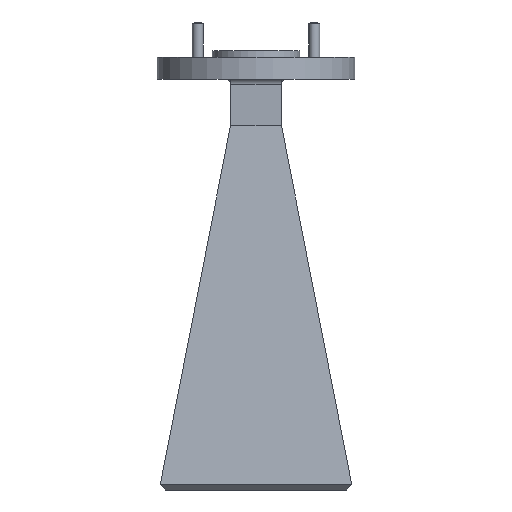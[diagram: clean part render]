
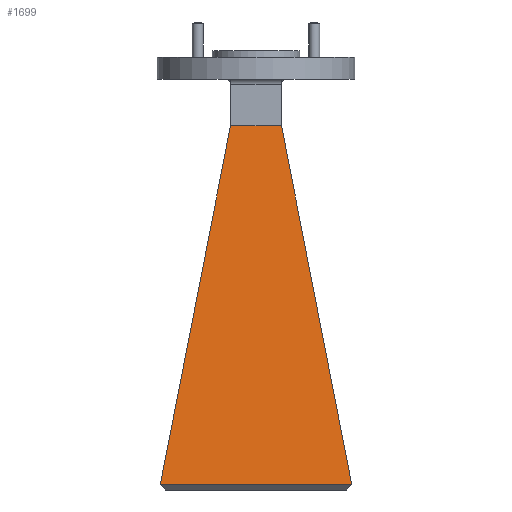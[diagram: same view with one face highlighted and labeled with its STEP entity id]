
A CAD part, front view. The second image highlights one B-rep face of the part: STEP entity #1699.
In plain terms, the highlighted planar face has unit normal (0, -0.992, 0.128).
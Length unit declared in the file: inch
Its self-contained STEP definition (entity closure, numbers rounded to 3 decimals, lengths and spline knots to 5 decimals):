
#73 = PLANE ( 'NONE',  #743 ) ;
#90 = CARTESIAN_POINT ( 'NONE',  ( -0.54488, -0.36141, -2.43201 ) ) ;
#123 = CARTESIAN_POINT ( 'NONE',  ( 0., -0.04607, 0.00596 ) ) ;
#139 = DIRECTION ( 'NONE',  ( -0.191, 0.126, 0.974 ) ) ;
#141 = CARTESIAN_POINT ( 'NONE',  ( 0.54488, -0.36141, -2.43201 ) ) ;
#259 = VERTEX_POINT ( 'NONE', #141 ) ;
#299 = EDGE_LOOP ( 'NONE', ( #1415, #1612, #1178, #1568 ) ) ;
#473 = DIRECTION ( 'NONE',  ( 0.191, 0.126, 0.974 ) ) ;
#538 = CARTESIAN_POINT ( 'NONE',  ( 0., -0.36141, -2.43201 ) ) ;
#614 = VERTEX_POINT ( 'NONE', #1833 ) ;
#705 = EDGE_CURVE ( 'NONE', #1215, #259, #1327, .T. ) ;
#743 = AXIS2_PLACEMENT_3D ( 'NONE', #123, #1670, #1433 ) ;
#788 = VECTOR ( 'NONE', #139, 39.37008 ) ;
#1048 = LINE ( 'NONE', #2126, #788 ) ;
#1178 = ORIENTED_EDGE ( 'NONE', *, *, #1736, .T. ) ;
#1215 = VERTEX_POINT ( 'NONE', #90 ) ;
#1263 = CARTESIAN_POINT ( 'NONE',  ( 0., -0.09742, -0.391 ) ) ;
#1327 = LINE ( 'NONE', #538, #1507 ) ;
#1344 = CARTESIAN_POINT ( 'NONE',  ( -0.14495, -0.09742, -0.391 ) ) ;
#1377 = VERTEX_POINT ( 'NONE', #1344 ) ;
#1415 = ORIENTED_EDGE ( 'NONE', *, *, #1704, .F. ) ;
#1433 = DIRECTION ( 'NONE',  ( 0., -0.128, -0.992 ) ) ;
#1456 = LINE ( 'NONE', #1263, #2472 ) ;
#1507 = VECTOR ( 'NONE', #1689, 39.37008 ) ;
#1568 = ORIENTED_EDGE ( 'NONE', *, *, #2078, .T. ) ;
#1612 = ORIENTED_EDGE ( 'NONE', *, *, #705, .T. ) ;
#1620 = LINE ( 'NONE', #2384, #2157 ) ;
#1670 = DIRECTION ( 'NONE',  ( 0., -0.992, 0.128 ) ) ;
#1689 = DIRECTION ( 'NONE',  ( 1., 0., 0. ) ) ;
#1699 = ADVANCED_FACE ( 'NONE', ( #1855 ), #73, .T. ) ;
#1704 = EDGE_CURVE ( 'NONE', #1215, #1377, #1620, .T. ) ;
#1736 = EDGE_CURVE ( 'NONE', #259, #614, #1048, .T. ) ;
#1833 = CARTESIAN_POINT ( 'NONE',  ( 0.14495, -0.09742, -0.391 ) ) ;
#1843 = DIRECTION ( 'NONE',  ( -1., 0., 0. ) ) ;
#1855 = FACE_OUTER_BOUND ( 'NONE', #299, .T. ) ;
#2078 = EDGE_CURVE ( 'NONE', #614, #1377, #1456, .T. ) ;
#2126 = CARTESIAN_POINT ( 'NONE',  ( 0.06472, -0.04446, 0.01843 ) ) ;
#2157 = VECTOR ( 'NONE', #473, 39.37008 ) ;
#2384 = CARTESIAN_POINT ( 'NONE',  ( -0.06472, -0.04446, 0.01843 ) ) ;
#2472 = VECTOR ( 'NONE', #1843, 39.37008 ) ;
